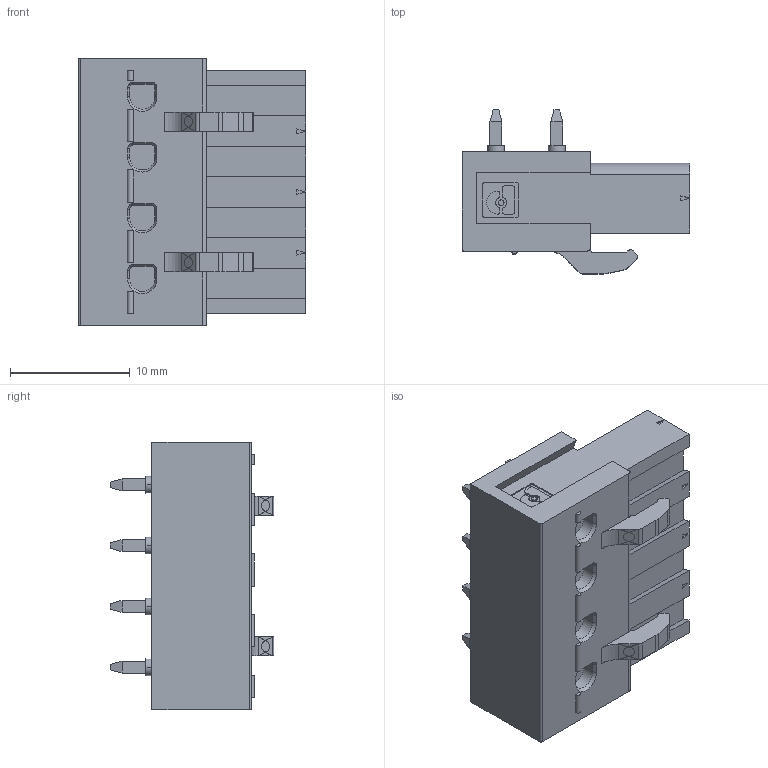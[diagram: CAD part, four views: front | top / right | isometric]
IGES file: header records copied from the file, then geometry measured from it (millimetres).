
Start section: Elysium IGES Interface
Global section: file name: 103Hmodel.igs; native system: Creo Elements/Direct 3D Access 18.1I  14-Aug-2016; preprocessor: Creo Element/Direct IGES_3D V2.2; author: Unknown; organization: Unknown; date: 20181120.144709; units: millimetre
Bounding box: 19 x 13.7 x 22.32 mm (x, y, z)
Surface area: 1835.5 mm2 (no closed solid volume)
Topology: 0 solids, 3 shells, 387 faces, 932 edges, 577 vertices
Faces by surface type: bspline 387
